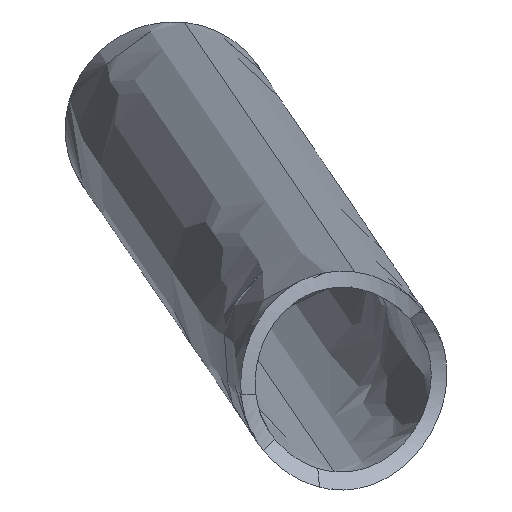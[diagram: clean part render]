
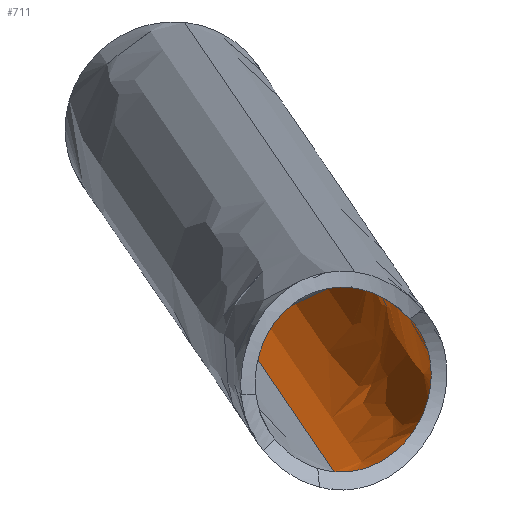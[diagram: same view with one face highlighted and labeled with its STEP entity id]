
A CAD part, top view. The second image highlights one B-rep face of the part: STEP entity #711.
In plain terms, the highlighted free-form (B-spline) face has degree [5, 4] with [6, 5] control points.
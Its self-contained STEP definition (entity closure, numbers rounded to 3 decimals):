
#154=CARTESIAN_POINT('Control Point',(-1974.854,-277.352,142.324)) ;
#155=CARTESIAN_POINT('Control Point',(-1973.943,-277.444,142.121)) ;
#156=CARTESIAN_POINT('Control Point',(-1973.037,-277.661,141.886)) ;
#157=CARTESIAN_POINT('Control Point',(-1972.161,-278.007,141.623)) ;
#158=CARTESIAN_POINT('Control Point',(-1971.04,-278.653,141.233)) ;
#159=CARTESIAN_POINT('Control Point',(-1970.073,-279.509,140.817)) ;
#160=CARTESIAN_POINT('Control Point',(-1969.824,-279.756,140.703)) ;
#161=CARTESIAN_POINT('Control Point',(-1969.588,-280.016,140.588)) ;
#162=CARTESIAN_POINT('Control Point',(-1969.367,-280.29,140.472)) ;
#163=CARTESIAN_POINT('Vertex',(-1974.854,-277.352,142.324)) ;
#165=CARTESIAN_POINT('Vertex',(-1969.367,-280.29,140.472)) ;
#261=CARTESIAN_POINT('Vertex',(-1977.062,-293.982,139.395)) ;
#280=CARTESIAN_POINT('Axis2P3D Location',(-1976.,-285.604,140.364)) ;
#381=CARTESIAN_POINT('Vertex',(-1953.443,-304.11,332.145)) ;
#385=CARTESIAN_POINT('Control Point',(-1960.598,-318.495,333.299)) ;
#386=CARTESIAN_POINT('Control Point',(-1959.653,-318.585,333.039)) ;
#387=CARTESIAN_POINT('Control Point',(-1958.706,-318.522,332.669)) ;
#388=CARTESIAN_POINT('Control Point',(-1957.804,-318.307,332.207)) ;
#389=CARTESIAN_POINT('Control Point',(-1956.008,-317.6,331.171)) ;
#390=CARTESIAN_POINT('Control Point',(-1954.447,-316.376,330.135)) ;
#391=CARTESIAN_POINT('Control Point',(-1953.696,-315.602,329.636)) ;
#392=CARTESIAN_POINT('Control Point',(-1952.739,-314.272,329.052)) ;
#393=CARTESIAN_POINT('Control Point',(-1952.065,-312.714,328.78)) ;
#394=CARTESIAN_POINT('Control Point',(-1951.889,-312.218,328.73)) ;
#395=CARTESIAN_POINT('Control Point',(-1951.569,-311.074,328.704)) ;
#396=CARTESIAN_POINT('Control Point',(-1951.434,-309.909,328.869)) ;
#397=CARTESIAN_POINT('Control Point',(-1951.419,-309.271,329.019)) ;
#398=CARTESIAN_POINT('Control Point',(-1951.527,-307.639,329.551)) ;
#399=CARTESIAN_POINT('Control Point',(-1951.988,-306.206,330.366)) ;
#400=CARTESIAN_POINT('Control Point',(-1952.386,-305.417,330.938)) ;
#401=CARTESIAN_POINT('Control Point',(-1952.872,-304.719,331.54)) ;
#402=CARTESIAN_POINT('Control Point',(-1953.443,-304.11,332.145)) ;
#403=CARTESIAN_POINT('Vertex',(-1960.598,-318.495,333.299)) ;
#647=CARTESIAN_POINT('Control Point',(-1974.938,-277.227,141.333)) ;
#648=CARTESIAN_POINT('Control Point',(-1966.535,-278.196,140.497)) ;
#649=CARTESIAN_POINT('Control Point',(-1963.395,-287.058,139.11)) ;
#650=CARTESIAN_POINT('Control Point',(-1968.659,-294.951,138.559)) ;
#651=CARTESIAN_POINT('Control Point',(-1977.062,-293.982,139.395)) ;
#652=CARTESIAN_POINT('Control Point',(-1971.489,-282.362,181.952)) ;
#653=CARTESIAN_POINT('Control Point',(-1963.086,-283.331,181.116)) ;
#654=CARTESIAN_POINT('Control Point',(-1959.946,-292.193,179.729)) ;
#655=CARTESIAN_POINT('Control Point',(-1965.21,-300.086,179.178)) ;
#656=CARTESIAN_POINT('Control Point',(-1973.613,-299.117,180.014)) ;
#657=CARTESIAN_POINT('Control Point',(-1968.039,-287.498,222.576)) ;
#658=CARTESIAN_POINT('Control Point',(-1959.636,-288.467,221.74)) ;
#659=CARTESIAN_POINT('Control Point',(-1956.497,-297.329,220.353)) ;
#660=CARTESIAN_POINT('Control Point',(-1961.761,-305.222,219.802)) ;
#661=CARTESIAN_POINT('Control Point',(-1970.164,-304.253,220.638)) ;
#662=CARTESIAN_POINT('Control Point',(-1964.591,-292.632,263.19)) ;
#663=CARTESIAN_POINT('Control Point',(-1956.188,-293.601,262.354)) ;
#664=CARTESIAN_POINT('Control Point',(-1953.048,-302.463,260.967)) ;
#665=CARTESIAN_POINT('Control Point',(-1958.312,-310.356,260.417)) ;
#666=CARTESIAN_POINT('Control Point',(-1966.715,-309.387,261.253)) ;
#667=CARTESIAN_POINT('Control Point',(-1961.142,-297.767,303.81)) ;
#668=CARTESIAN_POINT('Control Point',(-1952.739,-298.736,302.974)) ;
#669=CARTESIAN_POINT('Control Point',(-1949.599,-307.598,301.587)) ;
#670=CARTESIAN_POINT('Control Point',(-1954.863,-315.491,301.036)) ;
#671=CARTESIAN_POINT('Control Point',(-1963.266,-314.522,301.872)) ;
#672=CARTESIAN_POINT('Control Point',(-1957.693,-302.902,344.429)) ;
#673=CARTESIAN_POINT('Control Point',(-1949.29,-303.871,343.593)) ;
#674=CARTESIAN_POINT('Control Point',(-1946.15,-312.733,342.206)) ;
#675=CARTESIAN_POINT('Control Point',(-1951.414,-320.626,341.655)) ;
#676=CARTESIAN_POINT('Control Point',(-1959.817,-319.658,342.491)) ;
#678=CARTESIAN_POINT('Control Point',(-1953.443,-304.11,332.145)) ;
#679=CARTESIAN_POINT('Control Point',(-1954.271,-303.186,331.756)) ;
#680=CARTESIAN_POINT('Control Point',(-1955.249,-302.397,331.39)) ;
#681=CARTESIAN_POINT('Control Point',(-1956.37,-301.758,331.097)) ;
#682=CARTESIAN_POINT('Control Point',(-1957.603,-301.355,330.952)) ;
#683=CARTESIAN_POINT('Control Point',(-1958.836,-301.2,330.96)) ;
#684=CARTESIAN_POINT('Vertex',(-1958.836,-301.2,330.96)) ;
#688=CARTESIAN_POINT('Control Point',(-1974.854,-277.352,142.324)) ;
#689=CARTESIAN_POINT('Control Point',(-1971.65,-282.122,180.051)) ;
#690=CARTESIAN_POINT('Control Point',(-1968.446,-286.892,217.782)) ;
#691=CARTESIAN_POINT('Control Point',(-1965.243,-291.661,255.506)) ;
#692=CARTESIAN_POINT('Control Point',(-1962.04,-296.43,293.233)) ;
#693=CARTESIAN_POINT('Control Point',(-1958.836,-301.2,330.96)) ;
#696=CARTESIAN_POINT('Control Point',(-1977.062,-293.982,139.395)) ;
#697=CARTESIAN_POINT('Control Point',(-1973.769,-298.885,178.176)) ;
#698=CARTESIAN_POINT('Control Point',(-1970.476,-303.788,216.96)) ;
#699=CARTESIAN_POINT('Control Point',(-1967.184,-308.69,255.738)) ;
#700=CARTESIAN_POINT('Control Point',(-1963.891,-313.593,294.518)) ;
#701=CARTESIAN_POINT('Control Point',(-1960.598,-318.495,333.299)) ;
#281=DIRECTION('Axis2P3D Direction',(-0.084,0.125,-0.989)) ;
#282=AXIS2_PLACEMENT_3D('Circle Axis2P3D',#280,#281,$) ;
#704=ORIENTED_EDGE('',*,*,#686,.T.) ;
#705=ORIENTED_EDGE('',*,*,#694,.F.) ;
#706=ORIENTED_EDGE('',*,*,#167,.T.) ;
#707=ORIENTED_EDGE('',*,*,#284,.T.) ;
#708=ORIENTED_EDGE('',*,*,#702,.T.) ;
#709=ORIENTED_EDGE('',*,*,#405,.T.) ;
#711=ADVANCED_FACE('Corps principal',(#710),#646,.F.) ;
#153=B_SPLINE_CURVE_WITH_KNOTS('',5,(#154,#155,#156,#157,#158,#159,#160,#161,#162),.UNSPECIFIED.,.F.,.U.,(6,3,6),(0.,7.001,9.6),.UNSPECIFIED.) ;
#384=B_SPLINE_CURVE_WITH_KNOTS('',5,(#385,#386,#387,#388,#389,#390,#391,#392,#393,#394,#395,#396,#397,#398,#399,#400,#401,#402),.UNSPECIFIED.,.F.,.U.,(6,3,3,3,3,6),(0.,7.34,15.475,19.085,23.594,31.023),.UNSPECIFIED.) ;
#677=B_SPLINE_CURVE_WITH_KNOTS('',5,(#678,#679,#680,#681,#682,#683),.UNSPECIFIED.,.F.,.U.,(6,6),(11.04,20.116),.UNSPECIFIED.) ;
#283=CIRCLE('generated circle',#282,8.5) ;
#167=EDGE_CURVE('',#164,#166,#153,.T.) ;
#284=EDGE_CURVE('',#166,#262,#283,.T.) ;
#405=EDGE_CURVE('',#404,#382,#384,.T.) ;
#686=EDGE_CURVE('',#382,#685,#677,.T.) ;
#694=EDGE_CURVE('',#164,#685,#687,.T.) ;
#702=EDGE_CURVE('',#262,#404,#695,.T.) ;
#703=EDGE_LOOP('',(#704,#705,#706,#707,#708,#709)) ;
#710=FACE_OUTER_BOUND('',#703,.T.) ;
#164=VERTEX_POINT('',#163) ;
#166=VERTEX_POINT('',#165) ;
#262=VERTEX_POINT('',#261) ;
#382=VERTEX_POINT('',#381) ;
#404=VERTEX_POINT('',#403) ;
#685=VERTEX_POINT('',#684) ;
#687=(BOUNDED_CURVE()B_SPLINE_CURVE(5,(#688,#689,#690,#691,#692,#693),.UNSPECIFIED.,.F.,.U.)B_SPLINE_CURVE_WITH_KNOTS((6,6),(1.002,191.814),.UNSPECIFIED.)CURVE()GEOMETRIC_REPRESENTATION_ITEM()RATIONAL_B_SPLINE_CURVE((1.,1.,1.,1.,1.,1.))REPRESENTATION_ITEM('')) ;
#695=(BOUNDED_CURVE()B_SPLINE_CURVE(5,(#696,#697,#698,#699,#700,#701),.UNSPECIFIED.,.F.,.U.)B_SPLINE_CURVE_WITH_KNOTS((6,6),(0.,196.139),.UNSPECIFIED.)CURVE()GEOMETRIC_REPRESENTATION_ITEM()RATIONAL_B_SPLINE_CURVE((1.,1.,1.,1.,1.,1.))REPRESENTATION_ITEM('')) ;
#646=(BOUNDED_SURFACE()B_SPLINE_SURFACE(5,4,((#647,#648,#649,#650,#651),(#652,#653,#654,#655,#656),(#657,#658,#659,#660,#661),(#662,#663,#664,#665,#666),(#667,#668,#669,#670,#671),(#672,#673,#674,#675,#676)),.UNSPECIFIED.,.F.,.F.,.U.)B_SPLINE_SURFACE_WITH_KNOTS((6,6),(5,5),(0.,205.438),(0.,26.704),.UNSPECIFIED.)GEOMETRIC_REPRESENTATION_ITEM()RATIONAL_B_SPLINE_SURFACE(((1.,0.707,0.667,0.707,1.),(1.,0.707,0.667,0.707,1.),(1.,0.707,0.667,0.707,1.),(1.,0.707,0.667,0.707,1.),(1.,0.707,0.667,0.707,1.),(1.,0.707,0.667,0.707,1.)))REPRESENTATION_ITEM('Rational BSpline Surface')SURFACE()) ;
